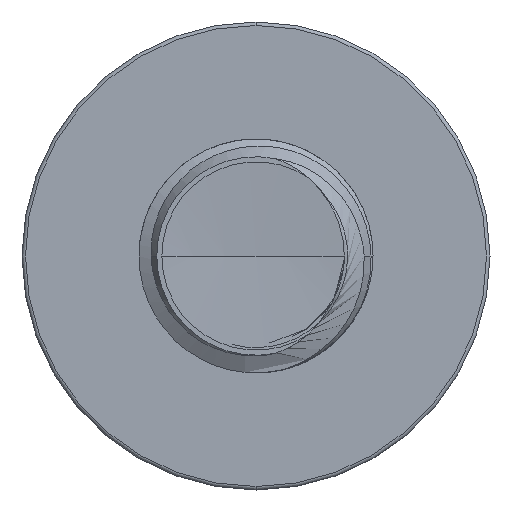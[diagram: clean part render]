
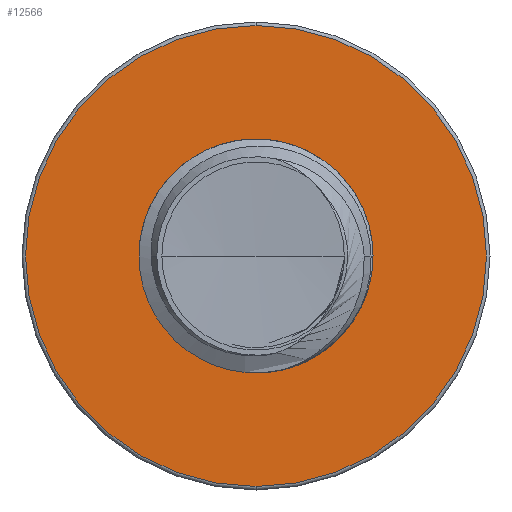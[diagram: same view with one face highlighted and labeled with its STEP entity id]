
A CAD part, front view. The second image highlights one B-rep face of the part: STEP entity #12566.
In plain terms, the highlighted planar face has unit normal (0, -1, 0).
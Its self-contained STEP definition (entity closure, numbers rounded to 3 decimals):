
#479 = VERTEX_POINT ( 'NONE', #28352 ) ;
#1481 = DIRECTION ( 'NONE',  ( 0., -1., 0. ) ) ;
#1995 = DIRECTION ( 'NONE',  ( 0., -1., 0. ) ) ;
#2657 = CIRCLE ( 'NONE', #8255, 1.97 ) ;
#3309 = AXIS2_PLACEMENT_3D ( 'NONE', #20796, #9032, #25395 ) ;
#4256 = CARTESIAN_POINT ( 'NONE',  ( 0., 7.5, 1.97 ) ) ;
#4357 = EDGE_LOOP ( 'NONE', ( #23488, #29585 ) ) ;
#4863 = ORIENTED_EDGE ( 'NONE', *, *, #9449, .T. ) ;
#5860 = EDGE_CURVE ( 'NONE', #15934, #19084, #21527, .T. ) ;
#6723 = CIRCLE ( 'NONE', #9267, 1.97 ) ;
#7639 = EDGE_CURVE ( 'NONE', #19084, #15934, #14845, .T. ) ;
#8255 = AXIS2_PLACEMENT_3D ( 'NONE', #15536, #1481, #17949 ) ;
#8304 = CARTESIAN_POINT ( 'NONE',  ( 0., 7.5, 0. ) ) ;
#8453 = DIRECTION ( 'NONE',  ( 0., -1., 0. ) ) ;
#9032 = DIRECTION ( 'NONE',  ( 0., -1., 0. ) ) ;
#9267 = AXIS2_PLACEMENT_3D ( 'NONE', #22566, #8453, #24862 ) ;
#9449 = EDGE_CURVE ( 'NONE', #479, #18381, #2657, .T. ) ;
#10383 = FACE_OUTER_BOUND ( 'NONE', #23913, .T. ) ;
#10604 = EDGE_CURVE ( 'NONE', #18381, #479, #6723, .T. ) ;
#10671 = DIRECTION ( 'NONE',  ( 0., 0., -1. ) ) ;
#11132 = FACE_BOUND ( 'NONE', #4357, .T. ) ;
#12566 = ADVANCED_FACE ( 'NONE', ( #10383, #11132 ), #18250, .T. ) ;
#14845 = CIRCLE ( 'NONE', #18981, 0.969 ) ;
#15536 = CARTESIAN_POINT ( 'NONE',  ( 0., 7.5, 0. ) ) ;
#15934 = VERTEX_POINT ( 'NONE', #20645 ) ;
#16087 = CARTESIAN_POINT ( 'NONE',  ( 0., 7.5, 0. ) ) ;
#17799 = CARTESIAN_POINT ( 'NONE',  ( 0., 7.5, -0.969 ) ) ;
#17949 = DIRECTION ( 'NONE',  ( 0., 0., -1. ) ) ;
#18250 = PLANE ( 'NONE',  #3309 ) ;
#18381 = VERTEX_POINT ( 'NONE', #4256 ) ;
#18505 = DIRECTION ( 'NONE',  ( 0., 0., -1. ) ) ;
#18981 = AXIS2_PLACEMENT_3D ( 'NONE', #16087, #1995, #18505 ) ;
#19084 = VERTEX_POINT ( 'NONE', #17799 ) ;
#20645 = CARTESIAN_POINT ( 'NONE',  ( 0., 7.5, 0.969 ) ) ;
#20796 = CARTESIAN_POINT ( 'NONE',  ( 0., 7.5, 0.969 ) ) ;
#21527 = CIRCLE ( 'NONE', #29196, 0.969 ) ;
#22566 = CARTESIAN_POINT ( 'NONE',  ( 0., 7.5, 0. ) ) ;
#23488 = ORIENTED_EDGE ( 'NONE', *, *, #7639, .F. ) ;
#23913 = EDGE_LOOP ( 'NONE', ( #4863, #29836 ) ) ;
#24723 = DIRECTION ( 'NONE',  ( 0., -1., 0. ) ) ;
#24862 = DIRECTION ( 'NONE',  ( 0., 0., -1. ) ) ;
#25395 = DIRECTION ( 'NONE',  ( 0., 0., -1. ) ) ;
#28352 = CARTESIAN_POINT ( 'NONE',  ( 0., 7.5, -1.97 ) ) ;
#29196 = AXIS2_PLACEMENT_3D ( 'NONE', #8304, #24723, #10671 ) ;
#29585 = ORIENTED_EDGE ( 'NONE', *, *, #5860, .F. ) ;
#29836 = ORIENTED_EDGE ( 'NONE', *, *, #10604, .T. ) ;
